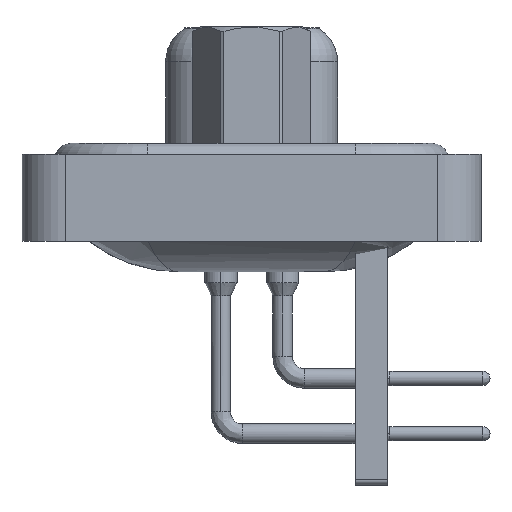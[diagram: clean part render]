
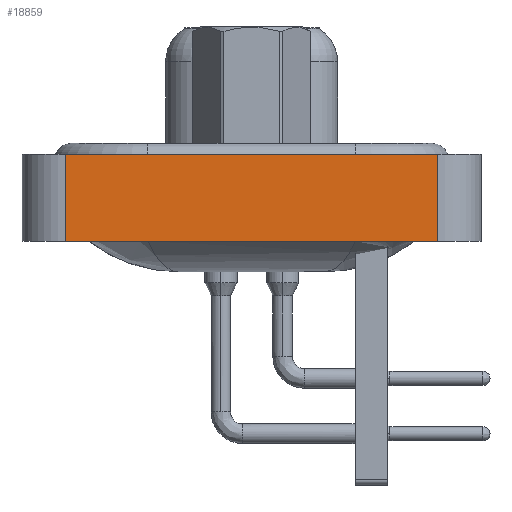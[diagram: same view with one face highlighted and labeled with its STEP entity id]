
A CAD part, left-side view. The second image highlights one B-rep face of the part: STEP entity #18859.
In plain terms, the highlighted planar face has unit normal (-1, 0, 0).
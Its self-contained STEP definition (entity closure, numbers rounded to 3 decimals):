
#278 = VECTOR ( 'NONE', #19658, 1000. ) ;
#960 = LINE ( 'NONE', #11119, #4070 ) ;
#1316 = VECTOR ( 'NONE', #22850, 1000. ) ;
#2024 = FACE_OUTER_BOUND ( 'NONE', #23779, .T. ) ;
#2719 = CARTESIAN_POINT ( 'NONE',  ( -7.285, 8.55, -3.6 ) ) ;
#3066 = DIRECTION ( 'NONE',  ( 0., 0., 1. ) ) ;
#3617 = CARTESIAN_POINT ( 'NONE',  ( -7.285, -8.55, -3.6 ) ) ;
#4070 = VECTOR ( 'NONE', #7453, 1000. ) ;
#5214 = DIRECTION ( 'NONE',  ( -1., 0., 0. ) ) ;
#5468 = ORIENTED_EDGE ( 'NONE', *, *, #8003, .T. ) ;
#6808 = VERTEX_POINT ( 'NONE', #8730 ) ;
#7453 = DIRECTION ( 'NONE',  ( 0., -1., 0. ) ) ;
#8003 = EDGE_CURVE ( 'NONE', #12362, #23066, #960, .T. ) ;
#8455 = CARTESIAN_POINT ( 'NONE',  ( -7.285, 8.55, -3.6 ) ) ;
#8576 = EDGE_CURVE ( 'NONE', #12362, #6808, #8654, .T. ) ;
#8654 = LINE ( 'NONE', #2719, #23034 ) ;
#8730 = CARTESIAN_POINT ( 'NONE',  ( -7.285, 8.55, 0.4 ) ) ;
#8735 = DIRECTION ( 'NONE',  ( 0., 0., 1. ) ) ;
#8737 = VERTEX_POINT ( 'NONE', #19300 ) ;
#9669 = EDGE_CURVE ( 'NONE', #23066, #8737, #16950, .T. ) ;
#11119 = CARTESIAN_POINT ( 'NONE',  ( -7.285, -8.55, -3.6 ) ) ;
#12362 = VERTEX_POINT ( 'NONE', #8455 ) ;
#13142 = ORIENTED_EDGE ( 'NONE', *, *, #13732, .F. ) ;
#13732 = EDGE_CURVE ( 'NONE', #6808, #8737, #19917, .T. ) ;
#13739 = CARTESIAN_POINT ( 'NONE',  ( -7.285, -8.55, 0.4 ) ) ;
#14363 = ORIENTED_EDGE ( 'NONE', *, *, #8576, .F. ) ;
#14470 = AXIS2_PLACEMENT_3D ( 'NONE', #15052, #5214, #3066 ) ;
#15052 = CARTESIAN_POINT ( 'NONE',  ( -7.285, -8.55, -3.6 ) ) ;
#16915 = CARTESIAN_POINT ( 'NONE',  ( -7.285, -8.55, -3.6 ) ) ;
#16950 = LINE ( 'NONE', #16915, #1316 ) ;
#18859 = ADVANCED_FACE ( 'NONE', ( #2024 ), #18893, .T. ) ;
#18893 = PLANE ( 'NONE',  #14470 ) ;
#19300 = CARTESIAN_POINT ( 'NONE',  ( -7.285, -8.55, 0.4 ) ) ;
#19658 = DIRECTION ( 'NONE',  ( 0., -1., 0. ) ) ;
#19917 = LINE ( 'NONE', #13739, #278 ) ;
#22850 = DIRECTION ( 'NONE',  ( 0., 0., 1. ) ) ;
#23034 = VECTOR ( 'NONE', #8735, 1000. ) ;
#23066 = VERTEX_POINT ( 'NONE', #3617 ) ;
#23463 = ORIENTED_EDGE ( 'NONE', *, *, #9669, .T. ) ;
#23779 = EDGE_LOOP ( 'NONE', ( #23463, #13142, #14363, #5468 ) ) ;
